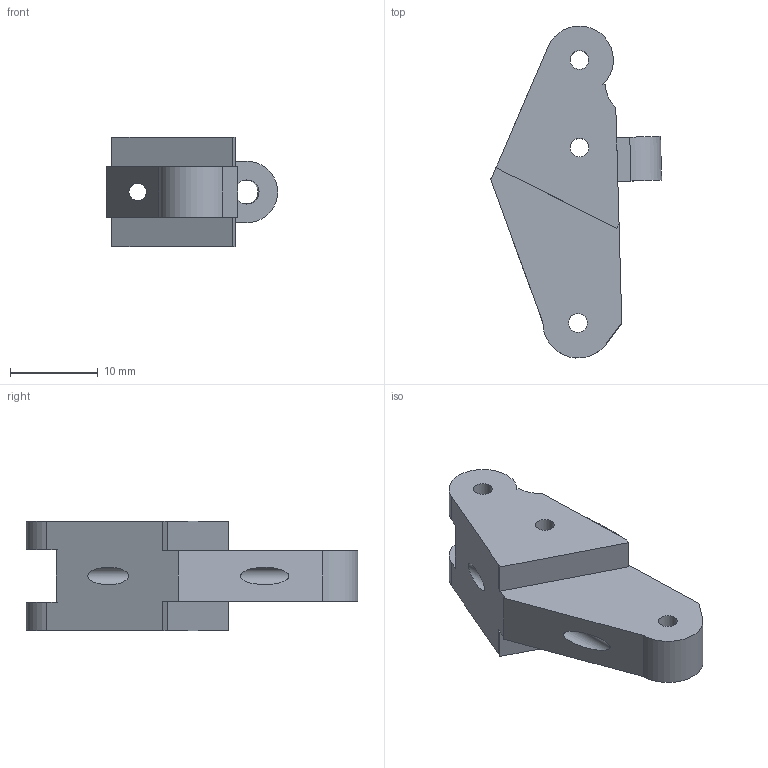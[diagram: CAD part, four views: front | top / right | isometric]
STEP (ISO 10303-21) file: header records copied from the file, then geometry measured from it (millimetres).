
FILE_DESCRIPTION(/* description */ (''),/* implementation_level */ '2;1');
FILE_NAME(/* name */ 'RingFingerMiddle.stp',/* time_stamp */ '2025-10-24T00:56:29-05:00',/* author */ ('aul12'),/* organization */ (''),/* preprocessor_version */ 'ST-DEVELOPER v19.2',/* originating_system */ 'Autodesk Inventor 2024',/* authorisation */ '');
FILE_SCHEMA (('AUTOMOTIVE_DESIGN { 1 0 10303 214 3 1 1 }'));
Length unit declared in the file: millimetre
Products named in the file (1): MiddleFingerMiddle
Bounding box: 19.55 x 37.86 x 12.5 mm (x, y, z)
Volume: 3322.5 mm3; surface area: 2134.5 mm2
Topology: 1 solids, 1 shells, 37 faces, 98 edges, 64 vertices
Faces by surface type: plane 25, cylinder 12
Full cylindrical faces by diameter (mm): 2 x1, 2.125 x4, 2.75 x1
Entity records: 1211 total; most frequent: CARTESIAN_POINT 200, DIRECTION 198, ORIENTED_EDGE 196, EDGE_CURVE 98, LINE 74, VECTOR 74, VERTEX_POINT 64, AXIS2_PLACEMENT_3D 62
